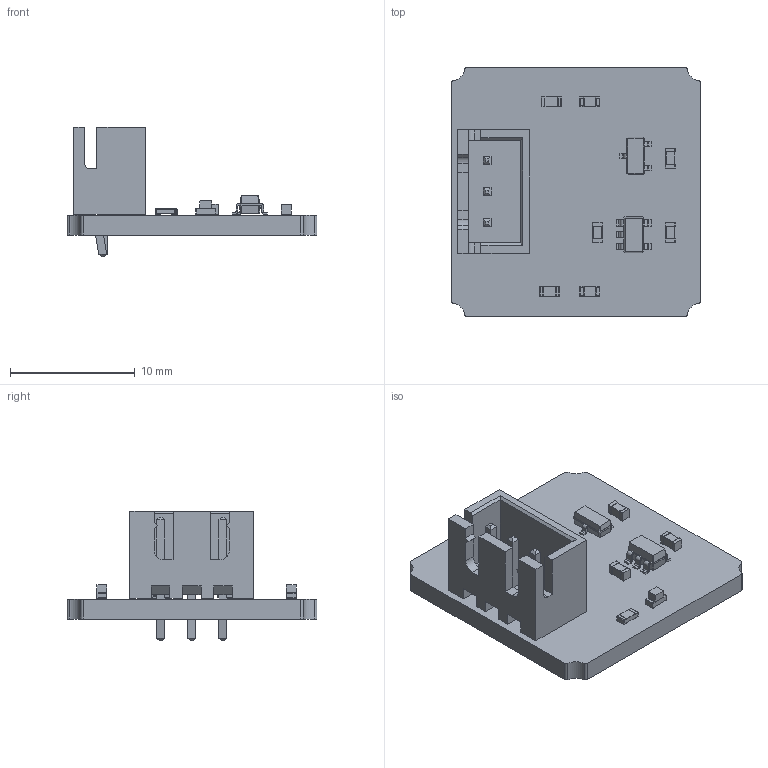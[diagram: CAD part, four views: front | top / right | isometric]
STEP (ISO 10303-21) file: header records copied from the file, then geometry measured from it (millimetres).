
FILE_DESCRIPTION(('KiCad electronic assembly'),'2;1');
FILE_NAME('B-SM351LT-BRK-01MBR-R01.step','2024-07-04T09:32:00',('Pcbnew' ),('Kicad'),'Open CASCADE STEP processor 7.7', 'KiCad to STEP converter','Unknown');
FILE_SCHEMA(('AUTOMOTIVE_DESIGN { 1 0 10303 214 1 1 1 1 }'));
Length unit declared in the file: millimetre
Products named in the file (14): B-SM351LT-BRK-01MBR-R01 1; SOT-23; SOT_23; SOT-23-5; SOT_23_5; C_0603_1608Metric; JST_XH_B3B-XH-A_1x03_P2.50mm_Vertical; JST_B3B_XH_A; LED_0603_1608Metric; R_0603_1608Metric; _autosave-B-SM351LT-BRK-01MBR-R01_PCB
Assembly tree (17 placements, depth 3):
  B-SM351LT-BRK-01MBR-R01 1
    SOT-23
      SOT_23
    SOT-23-5
      SOT_23_5
    C_0603_1608Metric  x3
      C_0603_1608Metric
    JST_XH_B3B-XH-A_1x03_P2.50mm_Vertical
      JST_B3B_XH_A
    LED_0603_1608Metric  x2
      LED_0603_1608Metric
    R_0603_1608Metric  x2
      R_0603_1608Metric
    _autosave-B-SM351LT-BRK-01MBR-R01_PCB
Bounding box: 20 x 20 x 10.4 mm (x, y, z)
Volume: 849.8 mm3; surface area: 1537.3 mm2
Topology: 11 solids, 11 shells, 559 faces, 1441 edges, 918 vertices
Faces by surface type: plane 384, cylinder 119, bspline 56
Full cylindrical faces by diameter (mm): 0.95 x3
Entity records: 15758 total; most frequent: CARTESIAN_POINT 2465, ORIENTED_EDGE 2192, DIRECTION 1968, EDGE_CURVE 1096, LINE 874, VECTOR 874, VERTEX_POINT 692, AXIS2_PLACEMENT_3D 547
